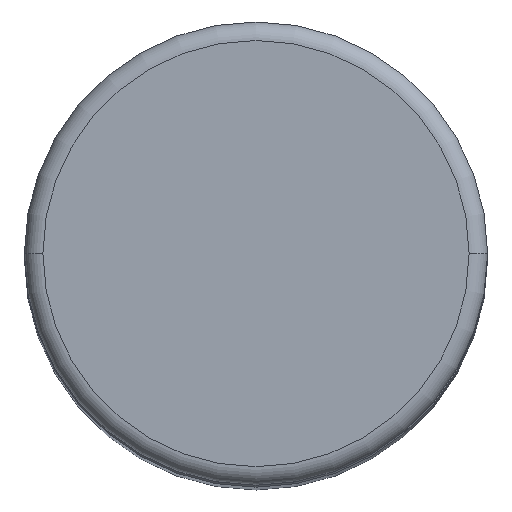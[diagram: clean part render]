
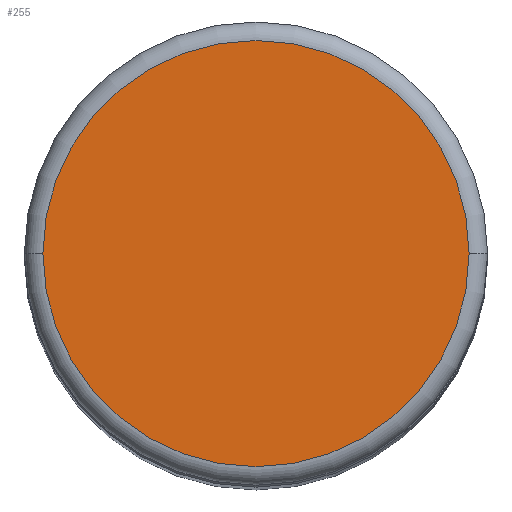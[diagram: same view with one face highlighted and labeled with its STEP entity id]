
A CAD part, top view. The second image highlights one B-rep face of the part: STEP entity #255.
In plain terms, the highlighted planar face has unit normal (0, 0, 1).
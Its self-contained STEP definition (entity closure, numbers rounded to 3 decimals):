
#80 = VERTEX_POINT ( 'NONE', #415 ) ;
#82 = VERTEX_POINT ( 'NONE', #423 ) ;
#204 = EDGE_CURVE ( 'NONE', #82, #80, #712, .T. ) ;
#248 = EDGE_LOOP ( 'NONE', ( #250, #254 ) ) ;
#250 = ORIENTED_EDGE ( 'NONE', *, *, #204, .F. ) ;
#254 = ORIENTED_EDGE ( 'NONE', *, *, #258, .F. ) ;
#255 = ADVANCED_FACE ( 'NONE', ( #678 ), #688, .F. ) ;
#258 = EDGE_CURVE ( 'NONE', #80, #82, #684, .T. ) ;
#415 = CARTESIAN_POINT ( 'NONE',  ( 11.5, 0., 150. ) ) ;
#423 = CARTESIAN_POINT ( 'NONE',  ( -11.5, 0., 150. ) ) ;
#678 = FACE_OUTER_BOUND ( 'NONE', #248, .T. ) ;
#684 = CIRCLE ( 'NONE', #702, 11.5 ) ;
#688 = PLANE ( 'NONE',  #769 ) ;
#699 = DIRECTION ( 'NONE',  ( -1., 0., 0. ) ) ;
#700 = DIRECTION ( 'NONE',  ( 0., 0., -1. ) ) ;
#701 = CARTESIAN_POINT ( 'NONE',  ( 0., 0., 150. ) ) ;
#702 = AXIS2_PLACEMENT_3D ( 'NONE', #701, #700, #699 ) ;
#704 = DIRECTION ( 'NONE',  ( -1., 0., 0. ) ) ;
#705 = DIRECTION ( 'NONE',  ( 0., 0., -1. ) ) ;
#706 = CARTESIAN_POINT ( 'NONE',  ( 0., 0., 150. ) ) ;
#710 = AXIS2_PLACEMENT_3D ( 'NONE', #765, #764, #763 ) ;
#712 = CIRCLE ( 'NONE', #710, 11.5 ) ;
#763 = DIRECTION ( 'NONE',  ( -1., 0., 0. ) ) ;
#764 = DIRECTION ( 'NONE',  ( 0., 0., -1. ) ) ;
#765 = CARTESIAN_POINT ( 'NONE',  ( 0., 0., 150. ) ) ;
#769 = AXIS2_PLACEMENT_3D ( 'NONE', #706, #705, #704 ) ;
